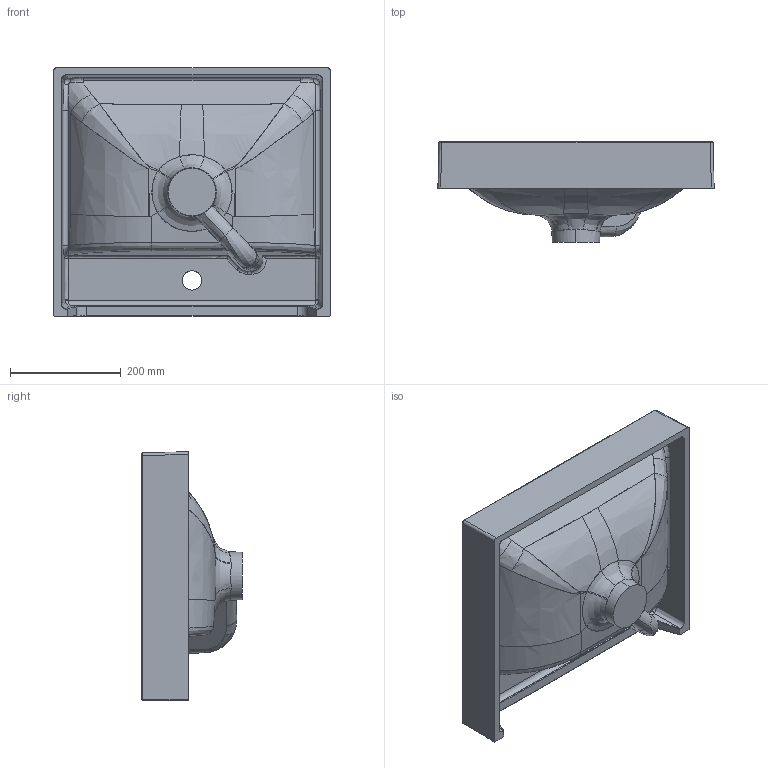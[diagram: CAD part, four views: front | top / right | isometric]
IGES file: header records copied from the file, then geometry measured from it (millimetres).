
Start section: SolidWorks IGES file using analytic representation for surfaces
Global section: file name: Bauhaus_U_Design_500.IGS; native system: SolidWorks 2016; preprocessor: SolidWorks 2016; author: m.musial; date: 170407.124033; units: millimetre
Bounding box: 500 x 182 x 450 mm (x, y, z)
Surface area: 803795.4 mm2 (no closed solid volume)
Topology: 0 solids, 0 shells, 209 faces, 2764 edges, 2756 vertices
Faces by surface type: bspline 142, revolution 67
